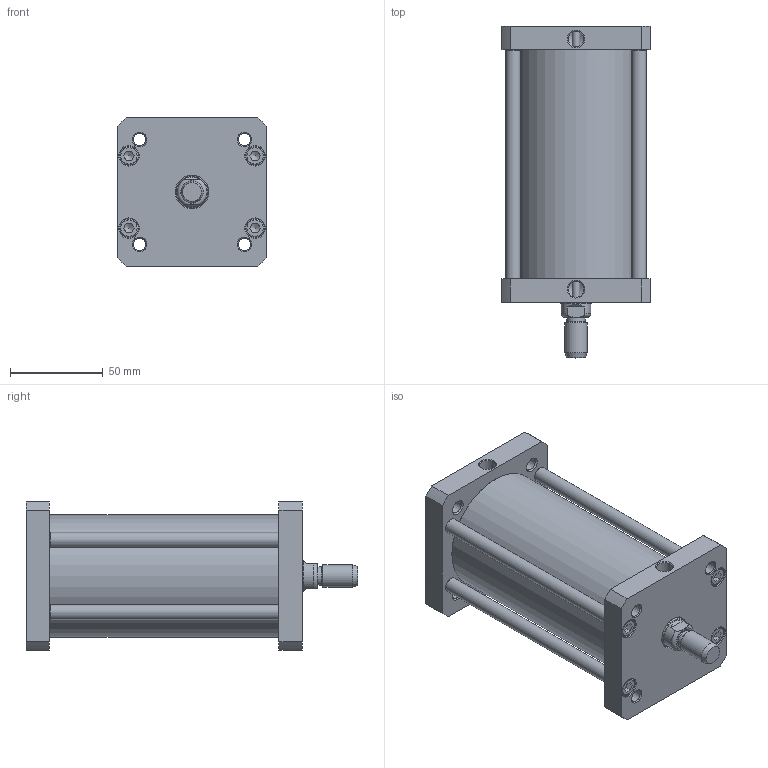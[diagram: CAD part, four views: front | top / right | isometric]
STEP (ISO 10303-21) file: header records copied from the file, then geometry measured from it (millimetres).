
FILE_DESCRIPTION((''),'2;1');
FILE_NAME('XDM063.100.GS.M.stp','2014-03-18T11:45:55',('carlo.corazza'),(''),'Autodesk Inventor 2012','Autodesk Inventor 2012','');
FILE_SCHEMA(('AUTOMOTIVE_DESIGN { 1 0 10303 214 1 1 1 1 }'));
Length unit declared in the file: millimetre
Products named in the file (6): XDM063..GS.M; TP; STELO-100; TA; TIRANTE-100; CORPO-100
Assembly tree (8 placements, depth 2):
  XDM063..GS.M
    TP
    STELO-100
    TA
    TIRANTE-100  x4
    CORPO-100
Bounding box: 80 x 179 x 80 mm (x, y, z)
Volume: 239057.5 mm3; surface area: 113748.2 mm2
Topology: 8 solids, 17 shells, 274 faces, 605 edges, 375 vertices
Faces by surface type: plane 104, cone 89, cylinder 67, torus 14
Full cylindrical faces by diameter (mm): 4 x2, 4.917 x8, 6.647 x9, 6.9 x8, 8 x4, 8.566 x2, 10 x9, 10.5 x8, 12 x1, 16 x1, 16.54 x1, 17.7 x1, 18 x1, 20.32 x1, 20.5 x1, 63 x1, 66 x1
Entity records: 6321 total; most frequent: CARTESIAN_POINT 1203, DIRECTION 1012, ORIENTED_EDGE 744, AXIS2_PLACEMENT_3D 439, EDGE_LOOP 426, EDGE_CURVE 372, VERTEX_POINT 304, STYLED_ITEM 246
